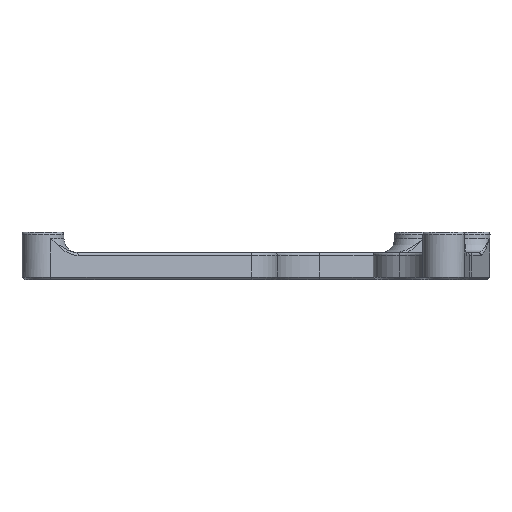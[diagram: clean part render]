
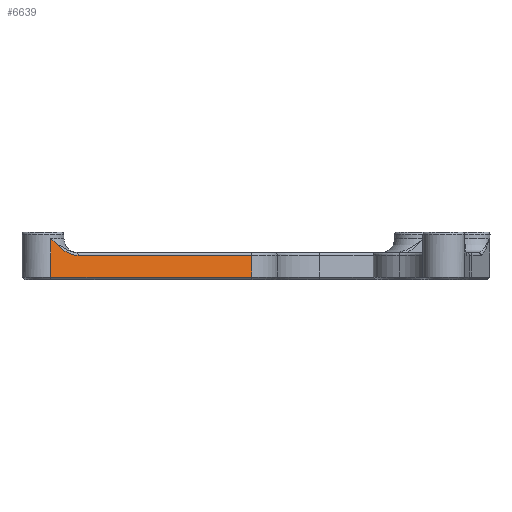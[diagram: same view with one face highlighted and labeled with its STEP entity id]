
A CAD part, front view. The second image highlights one B-rep face of the part: STEP entity #6639.
In plain terms, the highlighted planar face has unit normal (0.38, -0.925, 0).
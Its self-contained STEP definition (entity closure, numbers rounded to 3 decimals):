
#330=B_SPLINE_CURVE_WITH_KNOTS('',3,(#10487,#10488,#10489,#10490,#10491,
#10492,#10493,#10494),.UNSPECIFIED.,.F.,.F.,(4,2,1,1,4),(-0.001,
0.,0.201,0.302,0.503),.UNSPECIFIED.);
#619=FACE_OUTER_BOUND('',#1027,.T.);
#1027=EDGE_LOOP('',(#5168,#5169,#5170,#5171,#5172));
#1580=LINE('',#10131,#2302);
#1618=LINE('',#10498,#2340);
#1619=LINE('',#10569,#2341);
#1620=LINE('',#10571,#2342);
#2302=VECTOR('',#7977,10.);
#2340=VECTOR('',#8177,10.);
#2341=VECTOR('',#8198,10.);
#2342=VECTOR('',#8201,10.);
#2958=VERTEX_POINT('',#10115);
#2963=VERTEX_POINT('',#10129);
#3005=VERTEX_POINT('',#10476);
#3006=VERTEX_POINT('',#10478);
#3007=VERTEX_POINT('',#10496);
#3685=EDGE_CURVE('',#2963,#2958,#1580,.T.);
#3771=EDGE_CURVE('',#3006,#3005,#330,.T.);
#3773=EDGE_CURVE('',#3005,#3007,#1618,.T.);
#3779=EDGE_CURVE('',#3007,#2963,#1619,.T.);
#3780=EDGE_CURVE('',#2958,#3006,#1620,.T.);
#5168=ORIENTED_EDGE('',*,*,#3685,.F.);
#5169=ORIENTED_EDGE('',*,*,#3779,.F.);
#5170=ORIENTED_EDGE('',*,*,#3773,.F.);
#5171=ORIENTED_EDGE('',*,*,#3771,.F.);
#5172=ORIENTED_EDGE('',*,*,#3780,.F.);
#6334=PLANE('',#7095);
#6639=ADVANCED_FACE('',(#619),#6334,.T.);
#7095=AXIS2_PLACEMENT_3D('',#10570,#8199,#8200);
#7977=DIRECTION('',(-0.925,-0.38,0.));
#8177=DIRECTION('',(0.925,0.38,0.));
#8198=DIRECTION('',(0.,0.,-1.));
#8199=DIRECTION('center_axis',(0.38,-0.925,0.));
#8200=DIRECTION('ref_axis',(0.925,0.38,0.));
#8201=DIRECTION('',(0.,0.,1.));
#10115=CARTESIAN_POINT('',(45.56,-6.836,0.4));
#10129=CARTESIAN_POINT('',(74.881,5.207,0.4));
#10131=CARTESIAN_POINT('',(64.621,0.993,0.4));
#10476=CARTESIAN_POINT('',(49.537,-5.202,3.6));
#10478=CARTESIAN_POINT('',(45.56,-6.836,6.));
#10487=CARTESIAN_POINT('Ctrl Pts',(45.56,-6.836,6.));
#10488=CARTESIAN_POINT('Ctrl Pts',(45.562,-6.835,5.998));
#10489=CARTESIAN_POINT('Ctrl Pts',(45.564,-6.834,5.996));
#10490=CARTESIAN_POINT('Ctrl Pts',(46.016,-6.649,5.532));
#10491=CARTESIAN_POINT('Ctrl Pts',(46.697,-6.369,4.837));
#10492=CARTESIAN_POINT('Ctrl Pts',(47.999,-5.834,3.911));
#10493=CARTESIAN_POINT('Ctrl Pts',(48.917,-5.457,3.6));
#10494=CARTESIAN_POINT('Ctrl Pts',(49.537,-5.202,3.6));
#10496=CARTESIAN_POINT('',(74.881,5.207,3.6));
#10498=CARTESIAN_POINT('',(64.621,0.993,3.6));
#10569=CARTESIAN_POINT('',(74.881,5.207,0.));
#10570=CARTESIAN_POINT('Origin',(45.56,-6.836,0.));
#10571=CARTESIAN_POINT('',(45.56,-6.836,0.));
